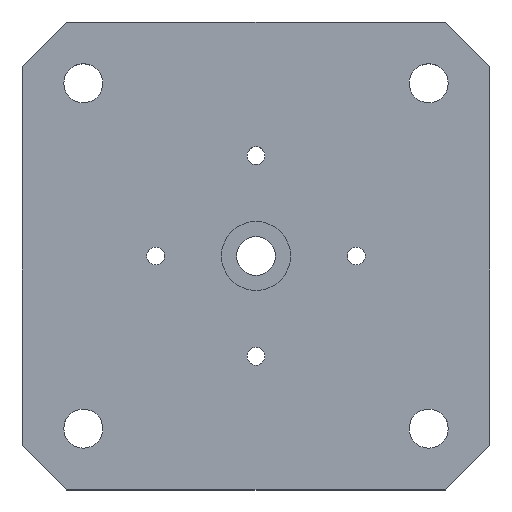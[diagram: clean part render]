
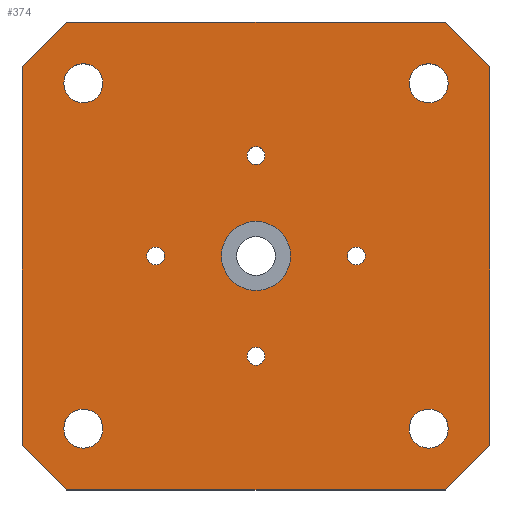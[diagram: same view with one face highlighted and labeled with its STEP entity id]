
A CAD part, top view. The second image highlights one B-rep face of the part: STEP entity #374.
In plain terms, the highlighted planar face has unit normal (0, 0, 1).
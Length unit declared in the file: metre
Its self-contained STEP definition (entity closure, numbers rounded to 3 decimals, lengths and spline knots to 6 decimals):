
#14=LINE('',#564,#38);
#18=LINE('',#573,#42);
#20=LINE('',#577,#44);
#24=LINE('',#586,#48);
#28=LINE('',#613,#52);
#29=LINE('',#614,#53);
#30=LINE('',#615,#54);
#31=LINE('',#616,#55);
#38=VECTOR('',#456,1.);
#42=VECTOR('',#462,1.);
#44=VECTOR('',#466,1.);
#48=VECTOR('',#472,1.);
#52=VECTOR('',#496,1.);
#53=VECTOR('',#497,1.);
#54=VECTOR('',#498,1.);
#55=VECTOR('',#499,1.);
#64=PLANE('',#410);
#89=ORIENTED_EDGE('',*,*,#177,.F.);
#90=ORIENTED_EDGE('',*,*,#178,.T.);
#91=ORIENTED_EDGE('',*,*,#179,.T.);
#92=ORIENTED_EDGE('',*,*,#180,.T.);
#93=ORIENTED_EDGE('',*,*,#181,.T.);
#94=ORIENTED_EDGE('',*,*,#182,.T.);
#95=ORIENTED_EDGE('',*,*,#183,.T.);
#96=ORIENTED_EDGE('',*,*,#184,.T.);
#97=ORIENTED_EDGE('',*,*,#185,.T.);
#98=ORIENTED_EDGE('',*,*,#167,.T.);
#99=ORIENTED_EDGE('',*,*,#186,.T.);
#100=ORIENTED_EDGE('',*,*,#169,.T.);
#101=ORIENTED_EDGE('',*,*,#187,.T.);
#102=ORIENTED_EDGE('',*,*,#173,.F.);
#103=ORIENTED_EDGE('',*,*,#188,.T.);
#104=ORIENTED_EDGE('',*,*,#163,.F.);
#105=ORIENTED_EDGE('',*,*,#189,.T.);
#163=EDGE_CURVE('',#207,#208,#14,.T.);
#167=EDGE_CURVE('',#212,#211,#18,.T.);
#169=EDGE_CURVE('',#213,#214,#20,.T.);
#173=EDGE_CURVE('',#217,#218,#24,.T.);
#177=EDGE_CURVE('',#221,#221,#241,.T.);
#178=EDGE_CURVE('',#222,#222,#242,.T.);
#179=EDGE_CURVE('',#223,#223,#243,.T.);
#180=EDGE_CURVE('',#224,#224,#244,.T.);
#181=EDGE_CURVE('',#225,#225,#245,.T.);
#182=EDGE_CURVE('',#226,#226,#246,.T.);
#183=EDGE_CURVE('',#227,#227,#247,.T.);
#184=EDGE_CURVE('',#228,#228,#248,.T.);
#185=EDGE_CURVE('',#229,#229,#249,.T.);
#186=EDGE_CURVE('',#211,#213,#28,.F.);
#187=EDGE_CURVE('',#214,#218,#29,.T.);
#188=EDGE_CURVE('',#217,#208,#30,.F.);
#189=EDGE_CURVE('',#207,#212,#31,.T.);
#207=VERTEX_POINT('',#563);
#208=VERTEX_POINT('',#565);
#211=VERTEX_POINT('',#572);
#212=VERTEX_POINT('',#574);
#213=VERTEX_POINT('',#578);
#214=VERTEX_POINT('',#579);
#217=VERTEX_POINT('',#587);
#218=VERTEX_POINT('',#588);
#221=VERTEX_POINT('',#596);
#222=VERTEX_POINT('',#598);
#223=VERTEX_POINT('',#600);
#224=VERTEX_POINT('',#602);
#225=VERTEX_POINT('',#604);
#226=VERTEX_POINT('',#606);
#227=VERTEX_POINT('',#608);
#228=VERTEX_POINT('',#610);
#229=VERTEX_POINT('',#612);
#241=CIRCLE('',#411,0.0031);
#242=CIRCLE('',#412,0.0008);
#243=CIRCLE('',#413,0.0008);
#244=CIRCLE('',#414,0.0008);
#245=CIRCLE('',#415,0.0008);
#246=CIRCLE('',#416,0.00175);
#247=CIRCLE('',#417,0.00175);
#248=CIRCLE('',#418,0.00175);
#249=CIRCLE('',#419,0.00175);
#265=EDGE_LOOP('',(#89));
#266=EDGE_LOOP('',(#90));
#267=EDGE_LOOP('',(#91));
#268=EDGE_LOOP('',(#92));
#269=EDGE_LOOP('',(#93));
#270=EDGE_LOOP('',(#94));
#271=EDGE_LOOP('',(#95));
#272=EDGE_LOOP('',(#96));
#273=EDGE_LOOP('',(#97));
#274=EDGE_LOOP('',(#98,#99,#100,#101,#102,#103,#104,#105));
#315=FACE_BOUND('',#265,.T.);
#316=FACE_BOUND('',#266,.T.);
#317=FACE_BOUND('',#267,.T.);
#318=FACE_BOUND('',#268,.T.);
#319=FACE_BOUND('',#269,.T.);
#320=FACE_BOUND('',#270,.T.);
#321=FACE_BOUND('',#271,.T.);
#322=FACE_BOUND('',#272,.T.);
#323=FACE_BOUND('',#273,.T.);
#324=FACE_BOUND('',#274,.T.);
#374=ADVANCED_FACE('',(#315,#316,#317,#318,#319,#320,#321,#322,#323,#324),
#64,.T.);
#410=AXIS2_PLACEMENT_3D('',#594,#476,#477);
#411=AXIS2_PLACEMENT_3D('',#595,#478,#479);
#412=AXIS2_PLACEMENT_3D('',#597,#480,#481);
#413=AXIS2_PLACEMENT_3D('',#599,#482,#483);
#414=AXIS2_PLACEMENT_3D('',#601,#484,#485);
#415=AXIS2_PLACEMENT_3D('',#603,#486,#487);
#416=AXIS2_PLACEMENT_3D('',#605,#488,#489);
#417=AXIS2_PLACEMENT_3D('',#607,#490,#491);
#418=AXIS2_PLACEMENT_3D('',#609,#492,#493);
#419=AXIS2_PLACEMENT_3D('',#611,#494,#495);
#456=DIRECTION('',(1.,0.,0.));
#462=DIRECTION('',(0.,-1.,0.));
#466=DIRECTION('',(1.,0.,0.));
#472=DIRECTION('',(0.,-1.,0.));
#476=DIRECTION('',(0.,0.,1.));
#477=DIRECTION('',(1.,0.,0.));
#478=DIRECTION('',(0.,0.,1.));
#479=DIRECTION('',(1.,0.,0.));
#480=DIRECTION('',(0.,0.,-1.));
#481=DIRECTION('',(-1.,0.,0.));
#482=DIRECTION('',(0.,0.,-1.));
#483=DIRECTION('',(-1.,0.,0.));
#484=DIRECTION('',(0.,0.,-1.));
#485=DIRECTION('',(-1.,0.,0.));
#486=DIRECTION('',(0.,0.,-1.));
#487=DIRECTION('',(-1.,0.,0.));
#488=DIRECTION('',(0.,0.,-1.));
#489=DIRECTION('',(-1.,0.,0.));
#490=DIRECTION('',(0.,0.,-1.));
#491=DIRECTION('',(-1.,0.,0.));
#492=DIRECTION('',(0.,0.,-1.));
#493=DIRECTION('',(-1.,0.,0.));
#494=DIRECTION('',(0.,0.,-1.));
#495=DIRECTION('',(-1.,0.,0.));
#496=DIRECTION('',(-0.707,0.707,0.));
#497=DIRECTION('',(0.707,0.707,0.));
#498=DIRECTION('',(0.707,-0.707,0.));
#499=DIRECTION('',(-0.707,-0.707,0.));
#563=CARTESIAN_POINT('',(-0.017,0.021,0.003));
#564=CARTESIAN_POINT('',(0.,0.021,0.003));
#565=CARTESIAN_POINT('',(0.017,0.021,0.003));
#572=CARTESIAN_POINT('',(-0.021,-0.017,0.003));
#573=CARTESIAN_POINT('',(-0.021,0.,0.003));
#574=CARTESIAN_POINT('',(-0.021,0.017,0.003));
#577=CARTESIAN_POINT('',(0.,-0.021,0.003));
#578=CARTESIAN_POINT('',(-0.017,-0.021,0.003));
#579=CARTESIAN_POINT('',(0.017,-0.021,0.003));
#586=CARTESIAN_POINT('',(0.021,0.,0.003));
#587=CARTESIAN_POINT('',(0.021,0.017,0.003));
#588=CARTESIAN_POINT('',(0.021,-0.017,0.003));
#594=CARTESIAN_POINT('',(0.,0.,0.003));
#595=CARTESIAN_POINT('',(0.,0.,0.003));
#596=CARTESIAN_POINT('',(0.0031,0.,0.003));
#597=CARTESIAN_POINT('',(-0.009,0.,0.003));
#598=CARTESIAN_POINT('',(-0.0098,0.,0.003));
#599=CARTESIAN_POINT('',(0.,0.009,0.003));
#600=CARTESIAN_POINT('',(-0.0008,0.009,0.003));
#601=CARTESIAN_POINT('',(0.009,0.,0.003));
#602=CARTESIAN_POINT('',(0.0082,0.,0.003));
#603=CARTESIAN_POINT('',(0.,-0.009,0.003));
#604=CARTESIAN_POINT('',(-0.0008,-0.009,0.003));
#605=CARTESIAN_POINT('',(0.0155,-0.0155,0.003));
#606=CARTESIAN_POINT('',(0.01375,-0.0155,0.003));
#607=CARTESIAN_POINT('',(-0.0155,0.0155,0.003));
#608=CARTESIAN_POINT('',(-0.01725,0.0155,0.003));
#609=CARTESIAN_POINT('',(-0.0155,-0.0155,0.003));
#610=CARTESIAN_POINT('',(-0.01725,-0.0155,0.003));
#611=CARTESIAN_POINT('',(0.0155,0.0155,0.003));
#612=CARTESIAN_POINT('',(0.01375,0.0155,0.003));
#613=CARTESIAN_POINT('',(-0.019,-0.019,0.003));
#614=CARTESIAN_POINT('',(0.019,-0.019,0.003));
#615=CARTESIAN_POINT('',(0.019,0.019,0.003));
#616=CARTESIAN_POINT('',(-0.019,0.019,0.003));
